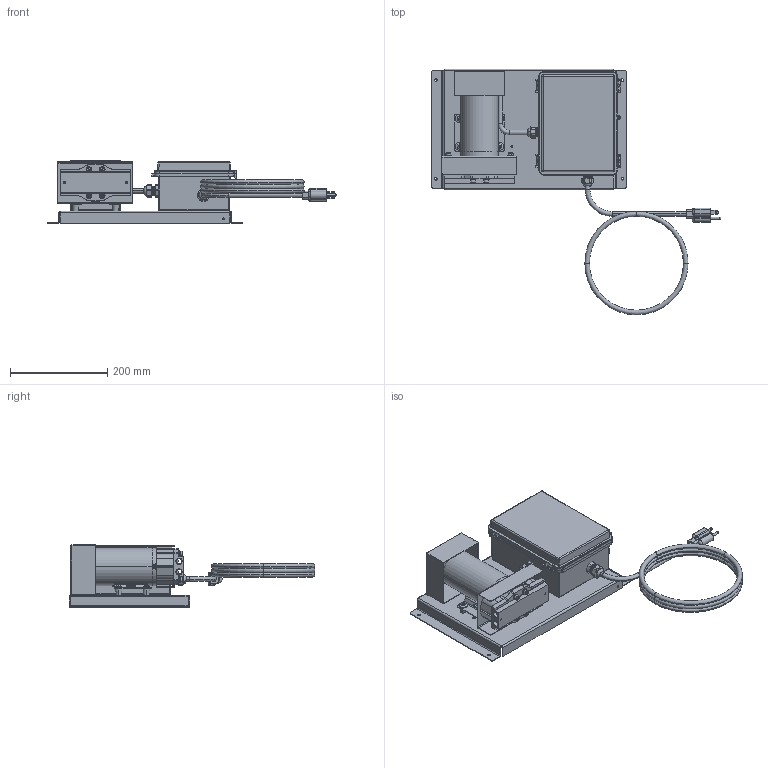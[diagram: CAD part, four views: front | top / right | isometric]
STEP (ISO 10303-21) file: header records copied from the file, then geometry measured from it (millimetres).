
FILE_DESCRIPTION (( 'STEP AP203' ), '1' );
FILE_NAME ('100 SERIES FLOW CONTROL.STEP', '2021-04-23T12:50:23', ( '' ), ( '' ), 'SwSTEP 2.0', 'SolidWorks 2018', '' );
FILE_SCHEMA (( 'CONFIG_CONTROL_DESIGN' ));
Products named in the file (1): 100 SERIES FLOW CONTROL
Bounding box: 596.73 x 506.42 x 129.67 mm (x, y, z)
Volume: 2018501.8 mm3; surface area: 1033136.2 mm2
Topology: 47 solids, 47 shells, 3006 faces, 7904 edges, 5044 vertices
Faces by surface type: cylinder 1242, plane 973, bspline 296, cone 282, torus 146, sphere 67
Entity records: 132243 total; most frequent: CARTESIAN_POINT 63241, ORIENTED_EDGE 15688, DIRECTION 13289, EDGE_CURVE 7844, VERTEX_POINT 5032, AXIS2_PLACEMENT_3D 4993, LINE 3303, VECTOR 3303
